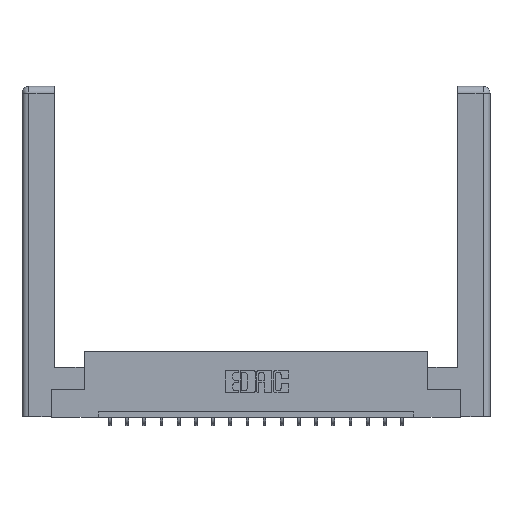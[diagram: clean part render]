
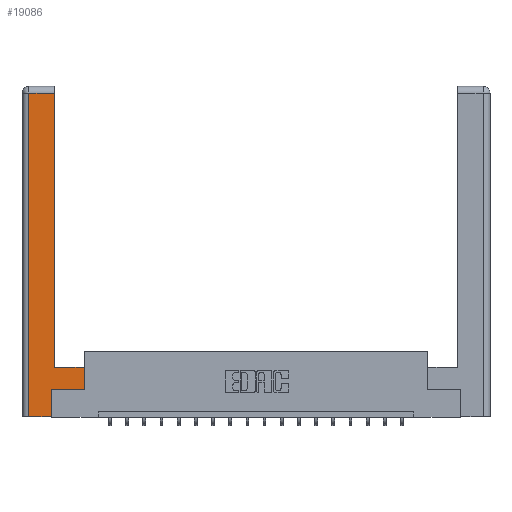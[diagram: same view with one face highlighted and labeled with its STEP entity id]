
A CAD part, top view. The second image highlights one B-rep face of the part: STEP entity #19086.
In plain terms, the highlighted planar face has unit normal (0, 0, 1).
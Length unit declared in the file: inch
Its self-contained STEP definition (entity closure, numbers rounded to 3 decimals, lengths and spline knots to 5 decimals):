
#49 = VECTOR ( 'NONE', #16606, 39.37008 ) ;
#101 = CARTESIAN_POINT ( 'NONE',  ( 0.295, 3., 0. ) ) ;
#103 = VECTOR ( 'NONE', #12066, 39.37008 ) ;
#124 = AXIS2_PLACEMENT_3D ( 'NONE', #2772, #1221, #4188 ) ;
#390 = EDGE_CURVE ( 'NONE', #13685, #11587, #437, .T. ) ;
#431 = CARTESIAN_POINT ( 'NONE',  ( 0.565, 0.245, 0. ) ) ;
#437 = LINE ( 'NONE', #8569, #13197 ) ;
#746 = VERTEX_POINT ( 'NONE', #11804 ) ;
#772 = CARTESIAN_POINT ( 'NONE',  ( 0.265, 0., 0. ) ) ;
#973 = DIRECTION ( 'NONE',  ( 0., 1., 0. ) ) ;
#1221 = DIRECTION ( 'NONE',  ( 0., 0., -1. ) ) ;
#1704 = CARTESIAN_POINT ( 'NONE',  ( 0.295, 2.94, 0. ) ) ;
#1976 = DIRECTION ( 'NONE',  ( 1., 0., 0. ) ) ;
#2185 = LINE ( 'NONE', #6728, #17536 ) ;
#2239 = DIRECTION ( 'NONE',  ( 1., 0., 0. ) ) ;
#2772 = CARTESIAN_POINT ( 'NONE',  ( 0., 0., 0. ) ) ;
#2963 = CARTESIAN_POINT ( 'NONE',  ( 0.295, 0.45, 0. ) ) ;
#2993 = CARTESIAN_POINT ( 'NONE',  ( 0.0615, 2.94, 0. ) ) ;
#3118 = VECTOR ( 'NONE', #2239, 39.37008 ) ;
#3148 = DIRECTION ( 'NONE',  ( 0., -1., 0. ) ) ;
#3299 = CARTESIAN_POINT ( 'NONE',  ( 0.0615, 2.94, 0. ) ) ;
#3704 = EDGE_CURVE ( 'NONE', #11587, #9747, #5193, .T. ) ;
#3974 = ORIENTED_EDGE ( 'NONE', *, *, #8639, .T. ) ;
#4127 = CARTESIAN_POINT ( 'NONE',  ( 0.0615, 0., 0. ) ) ;
#4188 = DIRECTION ( 'NONE',  ( -1., 0., 0. ) ) ;
#4336 = VERTEX_POINT ( 'NONE', #3299 ) ;
#4731 = ORIENTED_EDGE ( 'NONE', *, *, #3704, .T. ) ;
#5193 = LINE ( 'NONE', #101, #15247 ) ;
#5203 = CARTESIAN_POINT ( 'NONE',  ( 0.565, 0.45, 0. ) ) ;
#5712 = CARTESIAN_POINT ( 'NONE',  ( 0.265, 0., 0. ) ) ;
#5737 = VECTOR ( 'NONE', #1976, 39.37008 ) ;
#5852 = ORIENTED_EDGE ( 'NONE', *, *, #6008, .T. ) ;
#5995 = CARTESIAN_POINT ( 'NONE',  ( 0.0615, 0., 0. ) ) ;
#6008 = EDGE_CURVE ( 'NONE', #9747, #4336, #11657, .T. ) ;
#6133 = CARTESIAN_POINT ( 'NONE',  ( 0.565, 0.45, 0. ) ) ;
#6728 = CARTESIAN_POINT ( 'NONE',  ( 0.265, 0.245, 0. ) ) ;
#6767 = LINE ( 'NONE', #5995, #10284 ) ;
#8079 = ORIENTED_EDGE ( 'NONE', *, *, #15201, .T. ) ;
#8267 = CARTESIAN_POINT ( 'NONE',  ( 0.265, 0.245, 0. ) ) ;
#8541 = EDGE_CURVE ( 'NONE', #17859, #11113, #2185, .T. ) ;
#8569 = CARTESIAN_POINT ( 'NONE',  ( 0.295, 0.45, 0. ) ) ;
#8639 = EDGE_CURVE ( 'NONE', #4336, #14563, #6767, .T. ) ;
#8910 = EDGE_CURVE ( 'NONE', #14563, #17859, #12617, .T. ) ;
#9747 = VERTEX_POINT ( 'NONE', #1704 ) ;
#9748 = LINE ( 'NONE', #6133, #49 ) ;
#10284 = VECTOR ( 'NONE', #3148, 39.37008 ) ;
#11113 = VERTEX_POINT ( 'NONE', #8267 ) ;
#11404 = ORIENTED_EDGE ( 'NONE', *, *, #8910, .T. ) ;
#11587 = VERTEX_POINT ( 'NONE', #2963 ) ;
#11657 = LINE ( 'NONE', #2993, #103 ) ;
#11791 = FACE_OUTER_BOUND ( 'NONE', #19084, .T. ) ;
#11804 = CARTESIAN_POINT ( 'NONE',  ( 0.565, 0.245, 0. ) ) ;
#12066 = DIRECTION ( 'NONE',  ( -1., 0., 0. ) ) ;
#12617 = LINE ( 'NONE', #772, #3118 ) ;
#13090 = PLANE ( 'NONE',  #124 ) ;
#13197 = VECTOR ( 'NONE', #19062, 39.37008 ) ;
#13685 = VERTEX_POINT ( 'NONE', #5203 ) ;
#14433 = ORIENTED_EDGE ( 'NONE', *, *, #8541, .T. ) ;
#14563 = VERTEX_POINT ( 'NONE', #4127 ) ;
#15008 = DIRECTION ( 'NONE',  ( 0., 1., 0. ) ) ;
#15201 = EDGE_CURVE ( 'NONE', #746, #13685, #9748, .T. ) ;
#15247 = VECTOR ( 'NONE', #15008, 39.37008 ) ;
#16051 = EDGE_CURVE ( 'NONE', #11113, #746, #17443, .T. ) ;
#16332 = ORIENTED_EDGE ( 'NONE', *, *, #390, .T. ) ;
#16606 = DIRECTION ( 'NONE',  ( 0., 1., 0. ) ) ;
#17443 = LINE ( 'NONE', #431, #5737 ) ;
#17536 = VECTOR ( 'NONE', #973, 39.37008 ) ;
#17859 = VERTEX_POINT ( 'NONE', #5712 ) ;
#18538 = ORIENTED_EDGE ( 'NONE', *, *, #16051, .T. ) ;
#19062 = DIRECTION ( 'NONE',  ( -1., 0., 0. ) ) ;
#19084 = EDGE_LOOP ( 'NONE', ( #4731, #5852, #3974, #11404, #14433, #18538, #8079, #16332 ) ) ;
#19086 = ADVANCED_FACE ( 'NONE', ( #11791 ), #13090, .F. ) ;
